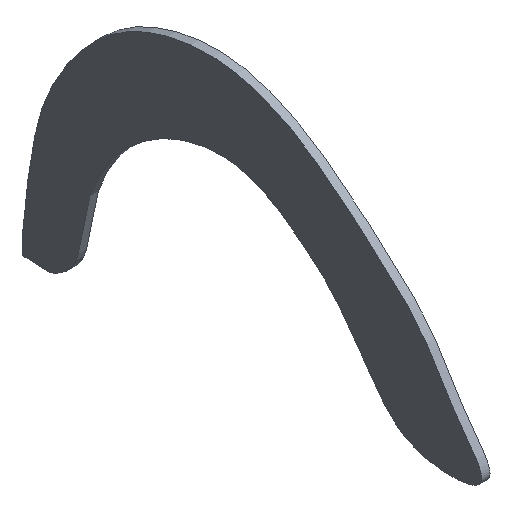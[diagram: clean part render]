
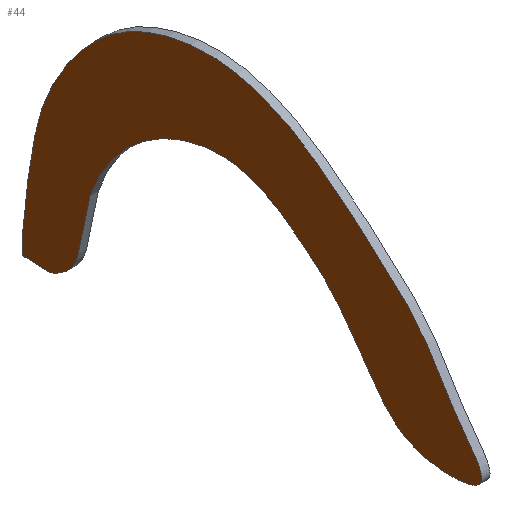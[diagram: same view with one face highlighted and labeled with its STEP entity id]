
A CAD part, isometric view. The second image highlights one B-rep face of the part: STEP entity #44.
In plain terms, the highlighted planar face has unit normal (-1, 0, 0).
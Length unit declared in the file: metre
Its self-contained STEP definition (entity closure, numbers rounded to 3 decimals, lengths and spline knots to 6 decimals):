
#21=PLANE('',#66);
#26=ORIENTED_EDGE('',*,*,#28,.T.);
#28=EDGE_CURVE('',#30,#30,#32,.T.);
#30=VERTEX_POINT('',#187);
#32=B_SPLINE_CURVE_WITH_KNOTS('',3,(#159,#160,#161,#162,#163,#164,#165,
#166,#167,#168,#169,#170,#171,#172,#173,#174,#175,#176,#177,#178,#179,#180,
#181,#182,#183,#184,#185,#186),.UNSPECIFIED.,.T.,.F.,(1,3,1,1,1,1,1,1,1,
1,1,1,1,1,1,1,1,1,1,1,1,1,1,1,1,1,3,1),(-0.042598,0.,0.038854,
0.084099,0.134111,0.187726,0.236496,
0.283362,0.326712,0.370065,0.411431,0.455991,
0.494673,0.518606,0.530491,0.555264,
0.57743,0.602734,0.645347,0.691877,
0.738028,0.782853,0.826327,0.869852,
0.914222,0.957402,1.,1.038854),.UNSPECIFIED.);
#36=EDGE_LOOP('',(#26));
#40=FACE_BOUND('',#36,.T.);
#44=ADVANCED_FACE('',(#40),#21,.F.);
#66=AXIS2_PLACEMENT_3D('',#189,#71,#72);
#71=DIRECTION('',(1.,0.,0.));
#72=DIRECTION('',(0.,1.,0.));
#159=CARTESIAN_POINT('',(0.04,-0.038613,-0.008183));
#160=CARTESIAN_POINT('',(0.04,-0.03892,-0.007613));
#161=CARTESIAN_POINT('',(0.04,-0.036889,-0.00539));
#162=CARTESIAN_POINT('',(0.04,-0.035391,-0.002081));
#163=CARTESIAN_POINT('',(0.04,-0.031726,0.001224));
#164=CARTESIAN_POINT('',(0.04,-0.027491,0.004742));
#165=CARTESIAN_POINT('',(0.04,-0.02304,0.006329));
#166=CARTESIAN_POINT('',(0.04,-0.018652,0.005616));
#167=CARTESIAN_POINT('',(0.04,-0.01551,0.003669));
#168=CARTESIAN_POINT('',(0.04,-0.01323,0.000702));
#169=CARTESIAN_POINT('',(0.04,-0.011868,-0.002301));
#170=CARTESIAN_POINT('',(0.04,-0.011298,-0.006091));
#171=CARTESIAN_POINT('',(0.04,-0.010996,-0.008771));
#172=CARTESIAN_POINT('',(0.04,-0.010925,-0.010244));
#173=CARTESIAN_POINT('',(0.04,-0.011354,-0.010071));
#174=CARTESIAN_POINT('',(0.04,-0.012561,-0.010337));
#175=CARTESIAN_POINT('',(0.04,-0.013404,-0.009836));
#176=CARTESIAN_POINT('',(0.04,-0.01449,-0.008924));
#177=CARTESIAN_POINT('',(0.04,-0.014662,-0.005224));
#178=CARTESIAN_POINT('',(0.04,-0.016683,-0.00159));
#179=CARTESIAN_POINT('',(0.04,-0.020121,0.000897));
#180=CARTESIAN_POINT('',(0.04,-0.024258,0.001392));
#181=CARTESIAN_POINT('',(0.04,-0.027468,-0.000668));
#182=CARTESIAN_POINT('',(0.04,-0.030231,-0.003074));
#183=CARTESIAN_POINT('',(0.04,-0.032146,-0.006448));
#184=CARTESIAN_POINT('',(0.04,-0.034583,-0.008965));
#185=CARTESIAN_POINT('',(0.04,-0.038277,-0.008809));
#186=CARTESIAN_POINT('',(0.04,-0.038613,-0.008183));
#187=CARTESIAN_POINT('',(0.04,-0.038613,-0.008183));
#189=CARTESIAN_POINT('',(0.04,0.003127,0.006745));
